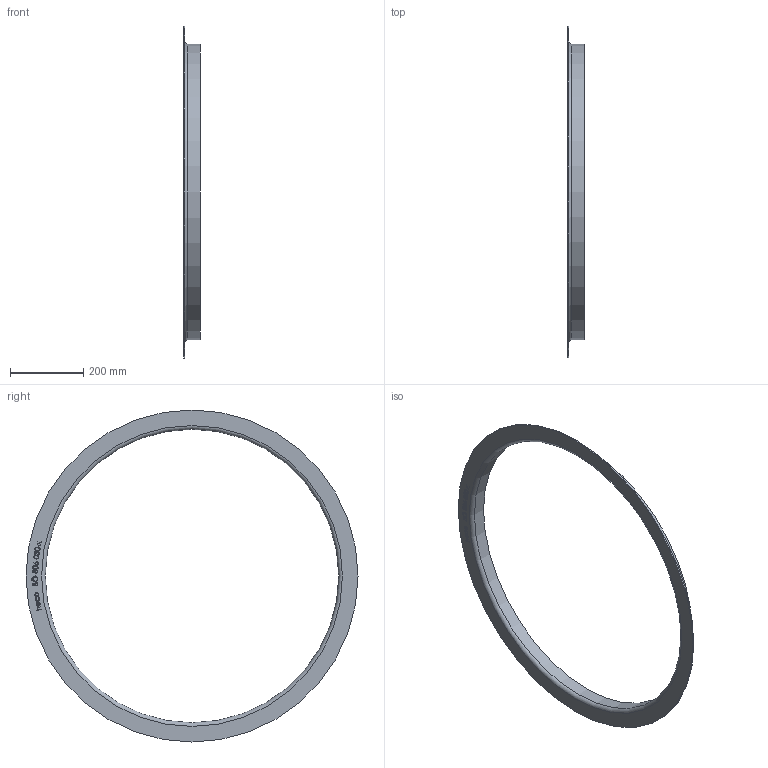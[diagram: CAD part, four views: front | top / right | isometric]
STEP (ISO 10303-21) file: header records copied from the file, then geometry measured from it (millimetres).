
FILE_DESCRIPTION (( 'STEP AP214' ), '1' );
FILE_NAME ('BÖ-806-030-x Vorschweissbördel 2012.STEP', '2020-12-08T10:41:39', ( '' ), ( '' ), 'SwSTEP 2.0', 'SolidWorks 2019', '' );
FILE_SCHEMA (( 'AUTOMOTIVE_DESIGN' ));
Length unit declared in the file: millimetre
Products named in the file (1): BÖ-806-030-x Vorschweissbördel 2012
Bounding box: 45 x 905 x 905 mm (x, y, z)
Volume: 712149.3 mm3; surface area: 490892.5 mm2
Topology: 1 solids, 1 shells, 216 faces, 550 edges, 366 vertices
Faces by surface type: bspline 127, plane 84, cylinder 3, torus 2
Full cylindrical faces by diameter (mm): 800 x1, 806 x1, 905 x1
Entity records: 16036 total; most frequent: CARTESIAN_POINT 9487, ORIENTED_EDGE 1090, EDGE_CURVE 545, DIRECTION 479, VERTEX_POINT 366, LINE 283, VECTOR 283, B_SPLINE_CURVE_WITH_KNOTS 254
